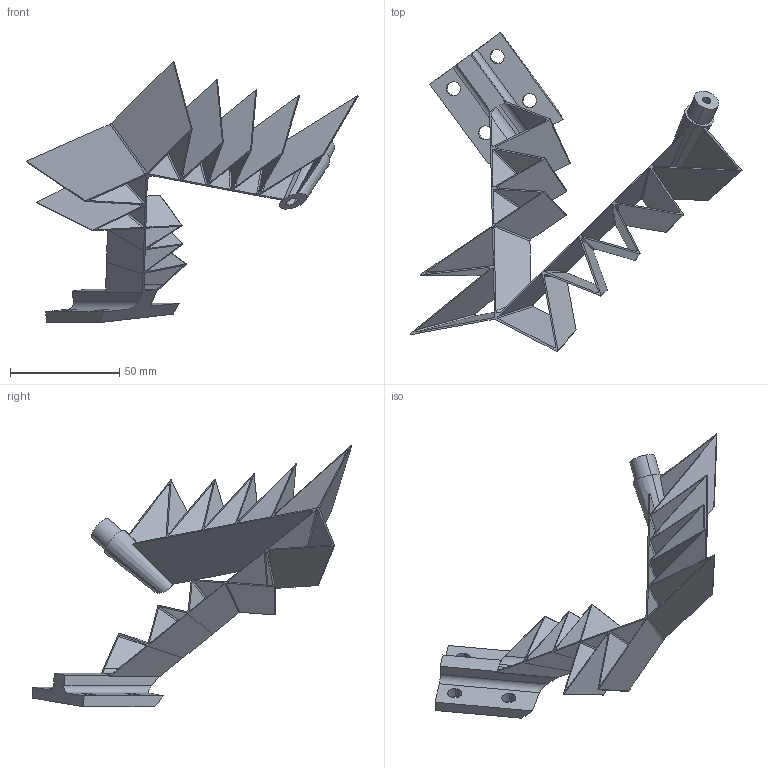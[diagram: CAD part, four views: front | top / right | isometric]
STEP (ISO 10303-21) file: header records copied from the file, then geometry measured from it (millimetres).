
FILE_DESCRIPTION (( 'STEP AP203' ), '1' );
FILE_NAME ('Tetra_1.STEP', '2021-04-29T15:24:23', ( '' ), ( '' ), 'SwSTEP 2.0', 'SolidWorks 2018', '' );
FILE_SCHEMA (( 'CONFIG_CONTROL_DESIGN' ));
Length unit declared in the file: millimetre
Products named in the file (1): Tetra_1
Bounding box: 151.85 x 146.31 x 119.61 mm (x, y, z)
Volume: 28987.6 mm3; surface area: 44620.1 mm2
Topology: 1 solids, 1 shells, 151 faces, 450 edges, 300 vertices
Faces by surface type: cylinder 81, plane 68, cone 2
Entity records: 5149 total; most frequent: CARTESIAN_POINT 1376, ORIENTED_EDGE 900, DIRECTION 626, EDGE_CURVE 450, VERTEX_POINT 300, LINE 270, VECTOR 270, EDGE_LOOP 180
